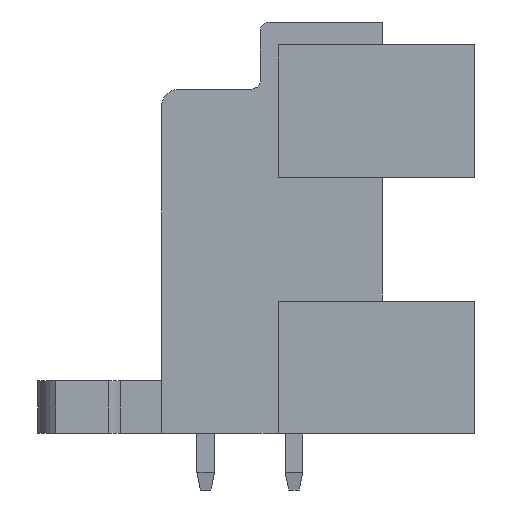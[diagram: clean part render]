
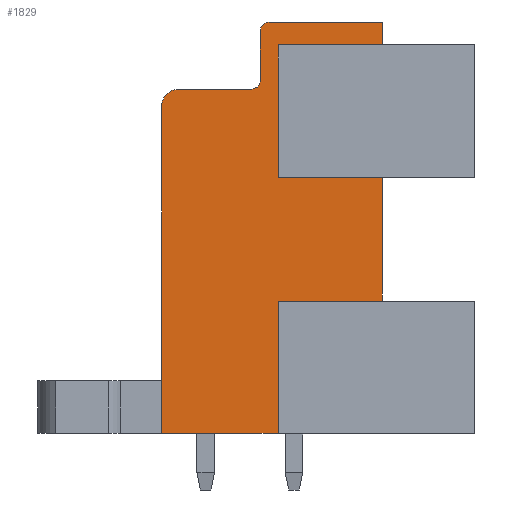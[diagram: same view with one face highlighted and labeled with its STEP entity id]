
A CAD part, left-side view. The second image highlights one B-rep face of the part: STEP entity #1829.
In plain terms, the highlighted planar face has unit normal (-1, 0, 0).
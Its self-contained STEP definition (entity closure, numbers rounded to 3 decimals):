
#105=AXIS2_PLACEMENT_3D('Plane Axis2P3D',#102,#103,#104) ;
#1566=AXIS2_PLACEMENT_3D('Circle Axis2P3D',#1564,#1565,$) ;
#1614=AXIS2_PLACEMENT_3D('Circle Axis2P3D',#1612,#1613,$) ;
#1662=AXIS2_PLACEMENT_3D('Circle Axis2P3D',#1660,#1661,$) ;
#36=CARTESIAN_POINT('Line Origine',(0.7,11.1,6.95)) ;
#40=CARTESIAN_POINT('Vertex',(0.7,11.1,10.7)) ;
#42=CARTESIAN_POINT('Vertex',(0.7,11.1,3.2)) ;
#102=CARTESIAN_POINT('Axis2P3D Location',(0.7,0.,0.)) ;
#142=CARTESIAN_POINT('Line Origine',(0.7,11.1,21.45)) ;
#146=CARTESIAN_POINT('Vertex',(0.7,11.1,25.2)) ;
#148=CARTESIAN_POINT('Vertex',(0.7,11.1,17.7)) ;
#930=CARTESIAN_POINT('Vertex',(0.7,5.2,17.7)) ;
#933=CARTESIAN_POINT('Line Origine',(0.7,5.2,14.2)) ;
#937=CARTESIAN_POINT('Vertex',(0.7,5.2,10.7)) ;
#1506=CARTESIAN_POINT('Vertex',(0.7,5.2,26.5)) ;
#1509=CARTESIAN_POINT('Line Origine',(0.7,5.2,25.85)) ;
#1513=CARTESIAN_POINT('Vertex',(0.7,5.2,25.2)) ;
#1537=CARTESIAN_POINT('Vertex',(0.7,11.6,26.5)) ;
#1540=CARTESIAN_POINT('Line Origine',(0.7,8.4,26.5)) ;
#1561=CARTESIAN_POINT('Vertex',(0.7,12.1,26.)) ;
#1564=CARTESIAN_POINT('Axis2P3D Location',(0.7,11.6,26.)) ;
#1585=CARTESIAN_POINT('Vertex',(0.7,12.1,23.2)) ;
#1588=CARTESIAN_POINT('Line Origine',(0.7,12.1,24.6)) ;
#1609=CARTESIAN_POINT('Vertex',(0.7,12.6,22.7)) ;
#1612=CARTESIAN_POINT('Axis2P3D Location',(0.7,12.6,23.2)) ;
#1633=CARTESIAN_POINT('Vertex',(0.7,16.7,22.7)) ;
#1636=CARTESIAN_POINT('Line Origine',(0.7,14.65,22.7)) ;
#1657=CARTESIAN_POINT('Vertex',(0.7,17.7,21.7)) ;
#1660=CARTESIAN_POINT('Axis2P3D Location',(0.7,16.7,21.7)) ;
#1739=CARTESIAN_POINT('Vertex',(0.7,17.7,3.2)) ;
#1742=CARTESIAN_POINT('Line Origine',(0.7,17.7,12.45)) ;
#1792=CARTESIAN_POINT('Line Origine',(0.7,8.15,17.7)) ;
#1797=CARTESIAN_POINT('Line Origine',(0.7,8.15,25.2)) ;
#1802=CARTESIAN_POINT('Line Origine',(0.7,14.4,3.2)) ;
#1807=CARTESIAN_POINT('Line Origine',(0.7,8.15,10.7)) ;
#37=DIRECTION('Vector Direction',(0.,0.,1.)) ;
#103=DIRECTION('Axis2P3D Direction',(-1.,0.,0.)) ;
#104=DIRECTION('Axis2P3D XDirection',(0.,-1.,0.)) ;
#143=DIRECTION('Vector Direction',(0.,0.,1.)) ;
#934=DIRECTION('Vector Direction',(0.,0.,-1.)) ;
#1510=DIRECTION('Vector Direction',(0.,0.,-1.)) ;
#1541=DIRECTION('Vector Direction',(0.,-1.,0.)) ;
#1565=DIRECTION('Axis2P3D Direction',(-1.,0.,0.)) ;
#1589=DIRECTION('Vector Direction',(0.,0.,1.)) ;
#1613=DIRECTION('Axis2P3D Direction',(-1.,0.,0.)) ;
#1637=DIRECTION('Vector Direction',(0.,-1.,0.)) ;
#1661=DIRECTION('Axis2P3D Direction',(-1.,0.,0.)) ;
#1743=DIRECTION('Vector Direction',(0.,0.,1.)) ;
#1793=DIRECTION('Vector Direction',(0.,1.,0.)) ;
#1798=DIRECTION('Vector Direction',(0.,-1.,0.)) ;
#1803=DIRECTION('Vector Direction',(0.,1.,0.)) ;
#1808=DIRECTION('Vector Direction',(0.,-1.,0.)) ;
#38=VECTOR('Line Direction',#37,1.) ;
#144=VECTOR('Line Direction',#143,1.) ;
#935=VECTOR('Line Direction',#934,1.) ;
#1511=VECTOR('Line Direction',#1510,1.) ;
#1542=VECTOR('Line Direction',#1541,1.) ;
#1590=VECTOR('Line Direction',#1589,1.) ;
#1638=VECTOR('Line Direction',#1637,1.) ;
#1744=VECTOR('Line Direction',#1743,1.) ;
#1794=VECTOR('Line Direction',#1793,1.) ;
#1799=VECTOR('Line Direction',#1798,1.) ;
#1804=VECTOR('Line Direction',#1803,1.) ;
#1809=VECTOR('Line Direction',#1808,1.) ;
#1813=ORIENTED_EDGE('',*,*,#1796,.F.) ;
#1814=ORIENTED_EDGE('',*,*,#150,.F.) ;
#1815=ORIENTED_EDGE('',*,*,#1801,.F.) ;
#1816=ORIENTED_EDGE('',*,*,#1515,.T.) ;
#1817=ORIENTED_EDGE('',*,*,#1544,.T.) ;
#1818=ORIENTED_EDGE('',*,*,#1568,.T.) ;
#1819=ORIENTED_EDGE('',*,*,#1592,.T.) ;
#1820=ORIENTED_EDGE('',*,*,#1616,.T.) ;
#1821=ORIENTED_EDGE('',*,*,#1640,.T.) ;
#1822=ORIENTED_EDGE('',*,*,#1664,.T.) ;
#1823=ORIENTED_EDGE('',*,*,#1746,.T.) ;
#1824=ORIENTED_EDGE('',*,*,#1806,.T.) ;
#1825=ORIENTED_EDGE('',*,*,#44,.F.) ;
#1826=ORIENTED_EDGE('',*,*,#1811,.F.) ;
#1827=ORIENTED_EDGE('',*,*,#939,.T.) ;
#1829=ADVANCED_FACE('Housing',(#1828),#106,.T.) ;
#1567=CIRCLE('generated circle',#1566,0.5) ;
#1615=CIRCLE('generated circle',#1614,0.5) ;
#1663=CIRCLE('generated circle',#1662,1.) ;
#44=EDGE_CURVE('',#41,#43,#39,.F.) ;
#150=EDGE_CURVE('',#147,#149,#145,.F.) ;
#939=EDGE_CURVE('',#938,#931,#936,.F.) ;
#1515=EDGE_CURVE('',#1514,#1507,#1512,.F.) ;
#1544=EDGE_CURVE('',#1507,#1538,#1543,.F.) ;
#1568=EDGE_CURVE('',#1538,#1562,#1567,.T.) ;
#1592=EDGE_CURVE('',#1562,#1586,#1591,.F.) ;
#1616=EDGE_CURVE('',#1586,#1610,#1615,.F.) ;
#1640=EDGE_CURVE('',#1610,#1634,#1639,.F.) ;
#1664=EDGE_CURVE('',#1634,#1658,#1663,.T.) ;
#1746=EDGE_CURVE('',#1658,#1740,#1745,.F.) ;
#1796=EDGE_CURVE('',#149,#931,#1795,.F.) ;
#1801=EDGE_CURVE('',#1514,#147,#1800,.F.) ;
#1806=EDGE_CURVE('',#1740,#43,#1805,.F.) ;
#1811=EDGE_CURVE('',#938,#41,#1810,.F.) ;
#1812=EDGE_LOOP('',(#1813,#1814,#1815,#1816,#1817,#1818,#1819,#1820,#1821,#1822,#1823,#1824,#1825,#1826,#1827)) ;
#1828=FACE_OUTER_BOUND('',#1812,.T.) ;
#39=LINE('Line',#36,#38) ;
#145=LINE('Line',#142,#144) ;
#936=LINE('Line',#933,#935) ;
#1512=LINE('Line',#1509,#1511) ;
#1543=LINE('Line',#1540,#1542) ;
#1591=LINE('Line',#1588,#1590) ;
#1639=LINE('Line',#1636,#1638) ;
#1745=LINE('Line',#1742,#1744) ;
#1795=LINE('Line',#1792,#1794) ;
#1800=LINE('Line',#1797,#1799) ;
#1805=LINE('Line',#1802,#1804) ;
#1810=LINE('Line',#1807,#1809) ;
#106=PLANE('',#105) ;
#41=VERTEX_POINT('',#40) ;
#43=VERTEX_POINT('',#42) ;
#147=VERTEX_POINT('',#146) ;
#149=VERTEX_POINT('',#148) ;
#931=VERTEX_POINT('',#930) ;
#938=VERTEX_POINT('',#937) ;
#1507=VERTEX_POINT('',#1506) ;
#1514=VERTEX_POINT('',#1513) ;
#1538=VERTEX_POINT('',#1537) ;
#1562=VERTEX_POINT('',#1561) ;
#1586=VERTEX_POINT('',#1585) ;
#1610=VERTEX_POINT('',#1609) ;
#1634=VERTEX_POINT('',#1633) ;
#1658=VERTEX_POINT('',#1657) ;
#1740=VERTEX_POINT('',#1739) ;
